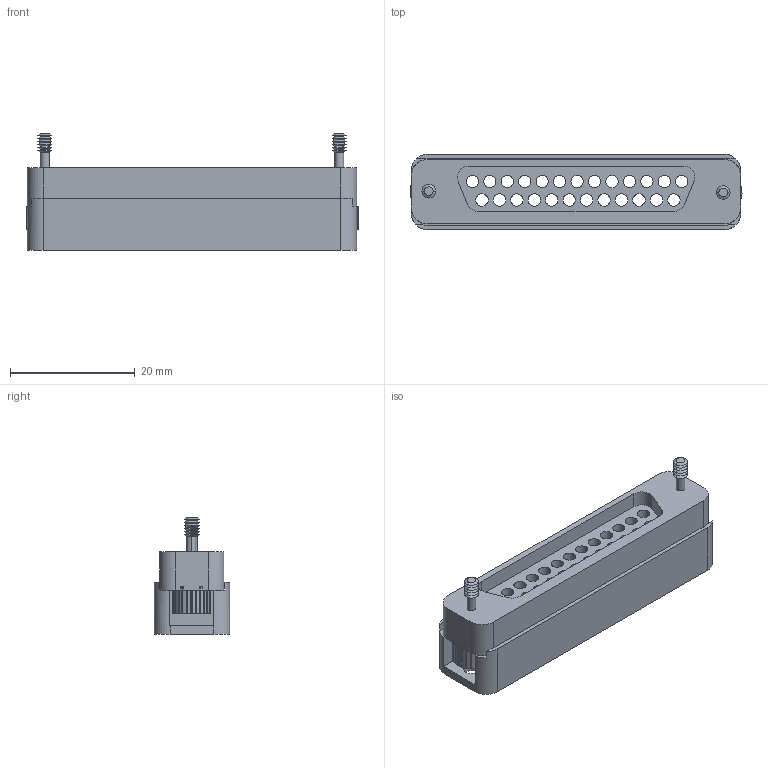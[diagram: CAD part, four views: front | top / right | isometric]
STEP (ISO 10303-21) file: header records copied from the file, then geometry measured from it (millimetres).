
FILE_DESCRIPTION (( 'STEP AP203' ), '1' );
FILE_NAME ('A2377-1-CN.STEP', '2013-11-07T13:58:43', ( '' ), ( '' ), 'SwSTEP 2.0', 'SolidWorks 2012', '' );
FILE_SCHEMA (( 'CONFIG_CONTROL_DESIGN' ));
Length unit declared in the file: inch
Products named in the file (1): A2377-1-CN
Bounding box: 53.15 x 12.06 x 18.72 mm (x, y, z)
Volume: 5849.3 mm3; surface area: 5686.3 mm2
Topology: 3 solids, 3 shells, 503 faces, 1351 edges, 882 vertices
Faces by surface type: plane 270, cylinder 185, cone 48
Entity records: 15950 total; most frequent: DIRECTION 2801, CARTESIAN_POINT 2737, ORIENTED_EDGE 2702, EDGE_CURVE 1351, AXIS2_PLACEMENT_3D 946, LINE 909, VECTOR 909, VERTEX_POINT 882
